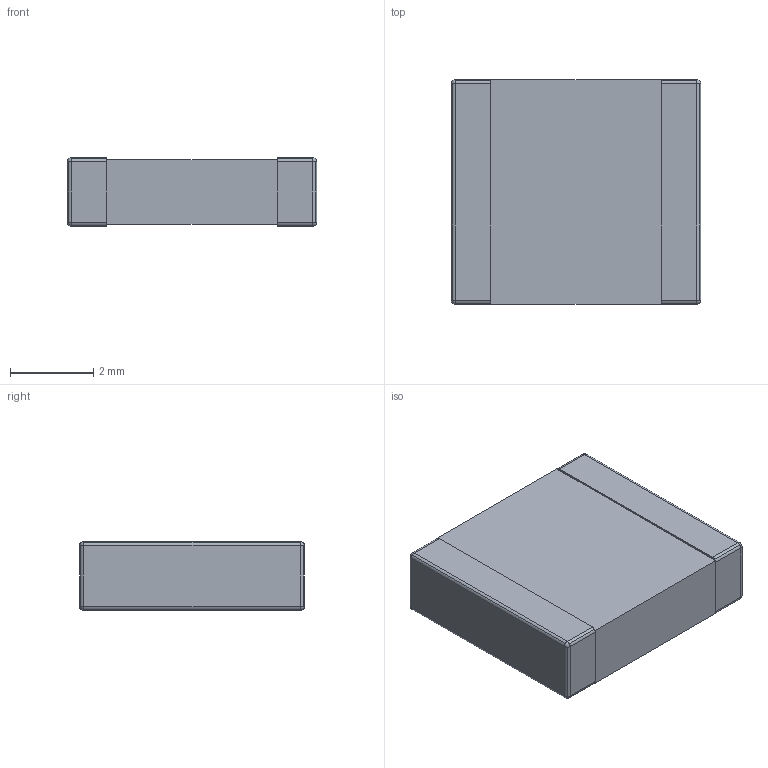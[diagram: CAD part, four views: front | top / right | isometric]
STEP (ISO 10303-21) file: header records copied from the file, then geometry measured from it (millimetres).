
FILE_DESCRIPTION((''),'2;1');
FILE_NAME('CAPC5650X165N.stp','2009-09-16T09:17:27',(''),(''),'Mechanical Desktop 2006','Mechanical Desktop 2006',', , ');
FILE_SCHEMA(('AUTOMOTIVE_DESIGN { 1 2 10303 214 0 1 1 1 }'));
Length unit declared in the file: millimetre
Products named in the file (1): Product
Bounding box: 6 x 5.4 x 1.65 mm (x, y, z)
Volume: 51.2 mm3; surface area: 134.6 mm2
Topology: 3 solids, 3 shells, 58 faces, 140 edges, 80 vertices
Faces by surface type: cylinder 32, plane 18, sphere 8
Entity records: 1678 total; most frequent: DIRECTION 314, CARTESIAN_POINT 271, ORIENTED_EDGE 264, EDGE_CURVE 132, AXIS2_PLACEMENT_3D 123, VERTEX_POINT 80, VECTOR 68, LINE 68
